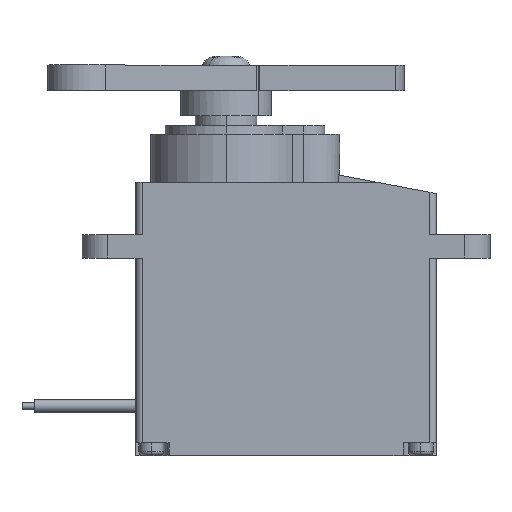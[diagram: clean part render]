
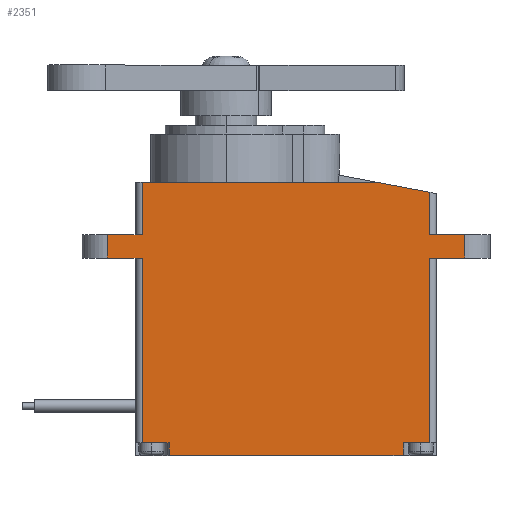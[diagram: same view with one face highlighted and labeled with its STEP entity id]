
A CAD part, top view. The second image highlights one B-rep face of the part: STEP entity #2351.
In plain terms, the highlighted planar face has unit normal (0, 0, 1).
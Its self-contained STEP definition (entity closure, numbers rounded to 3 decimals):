
#1 = CARTESIAN_POINT ( 'NONE',  ( 18.87, 1.85, 6.125 ) ) ;
#2 = VERTEX_POINT ( 'NONE', #2186 ) ;
#26 = DIRECTION ( 'NONE',  ( 1., 0., 0. ) ) ;
#33 = VERTEX_POINT ( 'NONE', #1651 ) ;
#52 = EDGE_CURVE ( 'NONE', #33, #6427, #3384, .T. ) ;
#153 = EDGE_LOOP ( 'NONE', ( #3829, #5052, #4256, #609, #331, #6172, #6038, #568, #677, #5811, #5940, #1487, #5035, #6273, #1945, #5318, #3076 ) ) ;
#201 = DIRECTION ( 'NONE',  ( -1., 0., 0. ) ) ;
#331 = ORIENTED_EDGE ( 'NONE', *, *, #2436, .T. ) ;
#371 = LINE ( 'NONE', #3961, #1962 ) ;
#535 = EDGE_CURVE ( 'NONE', #6427, #1521, #2066, .T. ) ;
#555 = DIRECTION ( 'NONE',  ( 0., 1., 0. ) ) ;
#568 = ORIENTED_EDGE ( 'NONE', *, *, #52, .T. ) ;
#609 = ORIENTED_EDGE ( 'NONE', *, *, #4278, .T. ) ;
#647 = DIRECTION ( 'NONE',  ( 0., -1., 0. ) ) ;
#677 = ORIENTED_EDGE ( 'NONE', *, *, #535, .T. ) ;
#697 = CARTESIAN_POINT ( 'NONE',  ( 16.62, -14.6, 6.125 ) ) ;
#768 = VECTOR ( 'NONE', #647, 1000. ) ;
#805 = CARTESIAN_POINT ( 'NONE',  ( 11.92, 6., 6.125 ) ) ;
#909 = VECTOR ( 'NONE', #3767, 1000. ) ;
#916 = EDGE_CURVE ( 'NONE', #2, #2407, #922, .T. ) ;
#920 = AXIS2_PLACEMENT_3D ( 'NONE', #2946, #6624, #3485 ) ;
#922 = LINE ( 'NONE', #3835, #2141 ) ;
#933 = DIRECTION ( 'NONE',  ( 0., -1., 0. ) ) ;
#939 = VECTOR ( 'NONE', #5260, 1000. ) ;
#1101 = CARTESIAN_POINT ( 'NONE',  ( -6.63, 1.85, 6.125 ) ) ;
#1230 = CARTESIAN_POINT ( 'NONE',  ( 16.62, 1.85, 6.125 ) ) ;
#1411 = CARTESIAN_POINT ( 'NONE',  ( -11.38, 0., 6.125 ) ) ;
#1429 = LINE ( 'NONE', #5192, #6649 ) ;
#1487 = ORIENTED_EDGE ( 'NONE', *, *, #4330, .T. ) ;
#1521 = VERTEX_POINT ( 'NONE', #5228 ) ;
#1567 = VECTOR ( 'NONE', #555, 1000. ) ;
#1602 = VERTEX_POINT ( 'NONE', #4743 ) ;
#1651 = CARTESIAN_POINT ( 'NONE',  ( -9.38, 0., 6.125 ) ) ;
#1664 = LINE ( 'NONE', #1230, #4273 ) ;
#1759 = DIRECTION ( 'NONE',  ( -1., 0., 0. ) ) ;
#1785 = FACE_OUTER_BOUND ( 'NONE', #153, .T. ) ;
#1901 = EDGE_CURVE ( 'NONE', #1987, #5642, #1429, .T. ) ;
#1913 = VECTOR ( 'NONE', #5314, 1000. ) ;
#1945 = ORIENTED_EDGE ( 'NONE', *, *, #916, .T. ) ;
#1962 = VECTOR ( 'NONE', #2368, 1000. ) ;
#1965 = EDGE_CURVE ( 'NONE', #1602, #1521, #2311, .T. ) ;
#1987 = VERTEX_POINT ( 'NONE', #1101 ) ;
#2012 = VECTOR ( 'NONE', #933, 1000. ) ;
#2066 = LINE ( 'NONE', #3702, #1913 ) ;
#2102 = VECTOR ( 'NONE', #3433, 1000. ) ;
#2141 = VECTOR ( 'NONE', #3784, 1000. ) ;
#2186 = CARTESIAN_POINT ( 'NONE',  ( 16.12, -14.6, 6.125 ) ) ;
#2300 = EDGE_CURVE ( 'NONE', #4055, #6184, #6275, .T. ) ;
#2311 = LINE ( 'NONE', #3686, #939 ) ;
#2339 = CARTESIAN_POINT ( 'NONE',  ( -4.505, -14.6, 6.125 ) ) ;
#2351 = ADVANCED_FACE ( 'NONE', ( #1785 ), #6094, .T. ) ;
#2368 = DIRECTION ( 'NONE',  ( 1., 0., 0. ) ) ;
#2407 = VERTEX_POINT ( 'NONE', #6120 ) ;
#2436 = EDGE_CURVE ( 'NONE', #3655, #1987, #5617, .T. ) ;
#2766 = EDGE_CURVE ( 'NONE', #5642, #33, #6353, .T. ) ;
#2904 = CARTESIAN_POINT ( 'NONE',  ( 13.995, -14.6, 6.125 ) ) ;
#2907 = VERTEX_POINT ( 'NONE', #5758 ) ;
#2946 = CARTESIAN_POINT ( 'NONE',  ( 0., 0., 6.125 ) ) ;
#3008 = CARTESIAN_POINT ( 'NONE',  ( -6.63, 6., 6.125 ) ) ;
#3058 = LINE ( 'NONE', #2339, #3226 ) ;
#3076 = ORIENTED_EDGE ( 'NONE', *, *, #3803, .T. ) ;
#3157 = EDGE_CURVE ( 'NONE', #2, #4055, #5678, .T. ) ;
#3183 = VECTOR ( 'NONE', #6410, 1000. ) ;
#3226 = VECTOR ( 'NONE', #6005, 1000. ) ;
#3384 = LINE ( 'NONE', #1411, #6013 ) ;
#3433 = DIRECTION ( 'NONE',  ( 0., -1., 0. ) ) ;
#3485 = DIRECTION ( 'NONE',  ( 1., 0., 0. ) ) ;
#3610 = CARTESIAN_POINT ( 'NONE',  ( 16.12, 5.1, 6.125 ) ) ;
#3655 = VERTEX_POINT ( 'NONE', #3008 ) ;
#3686 = CARTESIAN_POINT ( 'NONE',  ( -7.13, -14.6, 6.125 ) ) ;
#3702 = CARTESIAN_POINT ( 'NONE',  ( -6.63, -14.6, 6.125 ) ) ;
#3767 = DIRECTION ( 'NONE',  ( -0.982, 0.188, 0. ) ) ;
#3784 = DIRECTION ( 'NONE',  ( 0., 1., 0. ) ) ;
#3803 = EDGE_CURVE ( 'NONE', #5861, #6525, #5898, .T. ) ;
#3829 = ORIENTED_EDGE ( 'NONE', *, *, #6347, .T. ) ;
#3835 = CARTESIAN_POINT ( 'NONE',  ( 16.12, 0., 6.125 ) ) ;
#3855 = VECTOR ( 'NONE', #201, 1000. ) ;
#3856 = EDGE_CURVE ( 'NONE', #2907, #6119, #6307, .T. ) ;
#3893 = EDGE_CURVE ( 'NONE', #2407, #5861, #4590, .T. ) ;
#3923 = CARTESIAN_POINT ( 'NONE',  ( 13.995, -14.6, 6.125 ) ) ;
#3961 = CARTESIAN_POINT ( 'NONE',  ( -7.13, -15.6, 6.125 ) ) ;
#4018 = CARTESIAN_POINT ( 'NONE',  ( 18.87, 1.85, 6.125 ) ) ;
#4055 = VERTEX_POINT ( 'NONE', #3923 ) ;
#4137 = DIRECTION ( 'NONE',  ( 0., 1., 0. ) ) ;
#4140 = DIRECTION ( 'NONE',  ( -1., 0., 0. ) ) ;
#4256 = ORIENTED_EDGE ( 'NONE', *, *, #3856, .T. ) ;
#4273 = VECTOR ( 'NONE', #1759, 1000. ) ;
#4278 = EDGE_CURVE ( 'NONE', #6119, #3655, #5393, .T. ) ;
#4330 = EDGE_CURVE ( 'NONE', #6625, #6184, #371, .T. ) ;
#4333 = VECTOR ( 'NONE', #4137, 1000. ) ;
#4334 = CARTESIAN_POINT ( 'NONE',  ( -9.38, 0., 6.125 ) ) ;
#4514 = CARTESIAN_POINT ( 'NONE',  ( 13.995, -15.6, 6.125 ) ) ;
#4555 = EDGE_CURVE ( 'NONE', #4756, #2907, #5721, .T. ) ;
#4590 = LINE ( 'NONE', #4830, #3183 ) ;
#4594 = CARTESIAN_POINT ( 'NONE',  ( -6.63, 1.85, 6.125 ) ) ;
#4743 = CARTESIAN_POINT ( 'NONE',  ( -4.505, -14.6, 6.125 ) ) ;
#4756 = VERTEX_POINT ( 'NONE', #6377 ) ;
#4813 = CARTESIAN_POINT ( 'NONE',  ( 16.62, 5.1, 6.125 ) ) ;
#4830 = CARTESIAN_POINT ( 'NONE',  ( 16.62, 0., 6.125 ) ) ;
#5035 = ORIENTED_EDGE ( 'NONE', *, *, #2300, .F. ) ;
#5052 = ORIENTED_EDGE ( 'NONE', *, *, #4555, .T. ) ;
#5192 = CARTESIAN_POINT ( 'NONE',  ( -11.38, 1.85, 6.125 ) ) ;
#5228 = CARTESIAN_POINT ( 'NONE',  ( -6.63, -14.6, 6.125 ) ) ;
#5234 = CARTESIAN_POINT ( 'NONE',  ( 18.87, 0., 6.125 ) ) ;
#5252 = EDGE_CURVE ( 'NONE', #1602, #6625, #3058, .T. ) ;
#5260 = DIRECTION ( 'NONE',  ( -1., 0., 0. ) ) ;
#5314 = DIRECTION ( 'NONE',  ( 0., -1., 0. ) ) ;
#5318 = ORIENTED_EDGE ( 'NONE', *, *, #3893, .T. ) ;
#5393 = LINE ( 'NONE', #5468, #3855 ) ;
#5402 = DIRECTION ( 'NONE',  ( -1., 0., 0. ) ) ;
#5468 = CARTESIAN_POINT ( 'NONE',  ( -7.13, 6., 6.125 ) ) ;
#5512 = VECTOR ( 'NONE', #5402, 1000. ) ;
#5617 = LINE ( 'NONE', #4594, #2012 ) ;
#5642 = VERTEX_POINT ( 'NONE', #6140 ) ;
#5678 = LINE ( 'NONE', #697, #5512 ) ;
#5721 = LINE ( 'NONE', #3610, #4333 ) ;
#5758 = CARTESIAN_POINT ( 'NONE',  ( 16.12, 5.196, 6.125 ) ) ;
#5811 = ORIENTED_EDGE ( 'NONE', *, *, #1965, .F. ) ;
#5861 = VERTEX_POINT ( 'NONE', #5234 ) ;
#5898 = LINE ( 'NONE', #1, #1567 ) ;
#5940 = ORIENTED_EDGE ( 'NONE', *, *, #5252, .T. ) ;
#6002 = CARTESIAN_POINT ( 'NONE',  ( -6.63, 0., 6.125 ) ) ;
#6005 = DIRECTION ( 'NONE',  ( 0., -1., 0. ) ) ;
#6013 = VECTOR ( 'NONE', #26, 1000. ) ;
#6038 = ORIENTED_EDGE ( 'NONE', *, *, #2766, .T. ) ;
#6094 = PLANE ( 'NONE',  #920 ) ;
#6119 = VERTEX_POINT ( 'NONE', #805 ) ;
#6120 = CARTESIAN_POINT ( 'NONE',  ( 16.12, 0., 6.125 ) ) ;
#6140 = CARTESIAN_POINT ( 'NONE',  ( -9.38, 1.85, 6.125 ) ) ;
#6172 = ORIENTED_EDGE ( 'NONE', *, *, #1901, .T. ) ;
#6183 = CARTESIAN_POINT ( 'NONE',  ( -4.505, -15.6, 6.125 ) ) ;
#6184 = VERTEX_POINT ( 'NONE', #4514 ) ;
#6273 = ORIENTED_EDGE ( 'NONE', *, *, #3157, .F. ) ;
#6275 = LINE ( 'NONE', #2904, #2102 ) ;
#6307 = LINE ( 'NONE', #4813, #909 ) ;
#6347 = EDGE_CURVE ( 'NONE', #6525, #4756, #1664, .T. ) ;
#6353 = LINE ( 'NONE', #4334, #768 ) ;
#6377 = CARTESIAN_POINT ( 'NONE',  ( 16.12, 1.85, 6.125 ) ) ;
#6410 = DIRECTION ( 'NONE',  ( 1., 0., 0. ) ) ;
#6427 = VERTEX_POINT ( 'NONE', #6002 ) ;
#6525 = VERTEX_POINT ( 'NONE', #4018 ) ;
#6624 = DIRECTION ( 'NONE',  ( 0., 0., 1. ) ) ;
#6625 = VERTEX_POINT ( 'NONE', #6183 ) ;
#6649 = VECTOR ( 'NONE', #4140, 1000. ) ;
